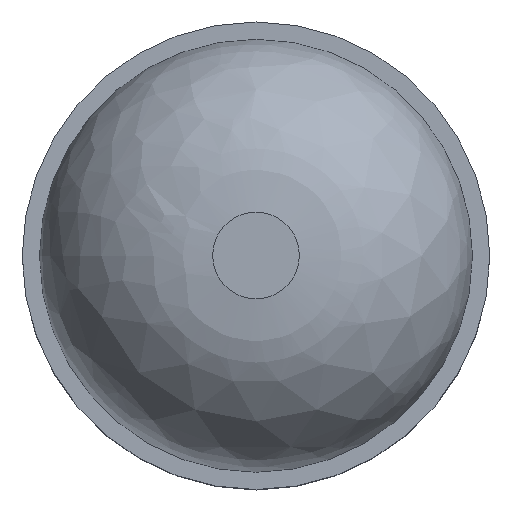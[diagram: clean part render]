
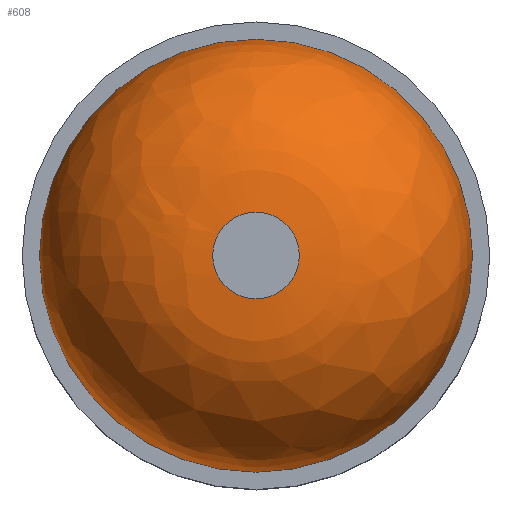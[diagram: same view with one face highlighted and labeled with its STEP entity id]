
A CAD part, top view. The second image highlights one B-rep face of the part: STEP entity #608.
In plain terms, the highlighted free-form (B-spline) face has degree [2, 2] with [3, 9] control points.
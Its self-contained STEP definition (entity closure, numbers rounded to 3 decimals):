
#44=(
BOUNDED_SURFACE()
B_SPLINE_SURFACE(2,2,((#2820,#2821,#2822,#2823,#2824,#2825,#2826,#2827,
#2828),(#2829,#2830,#2831,#2832,#2833,#2834,#2835,#2836,#2837),(#2838,#2839,
#2840,#2841,#2842,#2843,#2844,#2845,#2846)),.UNSPECIFIED.,.F.,.T.,.F.)
B_SPLINE_SURFACE_WITH_KNOTS((3,3),(3,2,2,2,3),(0.,1.571),(-3.142,
-1.571,0.,1.571,3.142),.UNSPECIFIED.)
GEOMETRIC_REPRESENTATION_ITEM()
RATIONAL_B_SPLINE_SURFACE(((1.,0.707,1.,0.707,1.,
0.707,1.,0.707,1.),(0.707,0.5,0.707,
0.5,0.707,0.5,0.707,0.5,0.707),(1.,
0.707,1.,0.707,1.,0.707,1.,0.707,
1.)))
REPRESENTATION_ITEM('')
SURFACE()
);
#86=FACE_OUTER_BOUND('',#133,.T.);
#133=EDGE_LOOP('',(#544,#545,#546,#547));
#174=CIRCLE('',#692,5.);
#175=CIRCLE('',#693,20.);
#176=CIRCLE('',#694,25.);
#294=VERTEX_POINT('',#2847);
#295=VERTEX_POINT('',#2849);
#378=EDGE_CURVE('',#294,#294,#174,.T.);
#379=EDGE_CURVE('',#294,#295,#175,.T.);
#380=EDGE_CURVE('',#295,#295,#176,.T.);
#544=ORIENTED_EDGE('',*,*,#378,.T.);
#545=ORIENTED_EDGE('',*,*,#379,.T.);
#546=ORIENTED_EDGE('',*,*,#380,.F.);
#547=ORIENTED_EDGE('',*,*,#379,.F.);
#608=ADVANCED_FACE('',(#86),#44,.F.);
#692=AXIS2_PLACEMENT_3D('',#2848,#847,#848);
#693=AXIS2_PLACEMENT_3D('',#2850,#849,#850);
#694=AXIS2_PLACEMENT_3D('',#2851,#851,#852);
#847=DIRECTION('center_axis',(0.,0.,-1.));
#848=DIRECTION('ref_axis',(-1.,0.,0.));
#849=DIRECTION('center_axis',(0.,-1.,0.));
#850=DIRECTION('ref_axis',(-1.,0.,0.));
#851=DIRECTION('center_axis',(0.,0.,-1.));
#852=DIRECTION('ref_axis',(1.,0.,0.));
#2820=CARTESIAN_POINT('Ctrl Pts',(-25.,0.,49.));
#2821=CARTESIAN_POINT('Ctrl Pts',(-25.,-25.,49.));
#2822=CARTESIAN_POINT('Ctrl Pts',(0.,-25.,49.));
#2823=CARTESIAN_POINT('Ctrl Pts',(25.,-25.,49.));
#2824=CARTESIAN_POINT('Ctrl Pts',(25.,0.,49.));
#2825=CARTESIAN_POINT('Ctrl Pts',(25.,25.,49.));
#2826=CARTESIAN_POINT('Ctrl Pts',(0.,25.,49.));
#2827=CARTESIAN_POINT('Ctrl Pts',(-25.,25.,49.));
#2828=CARTESIAN_POINT('Ctrl Pts',(-25.,0.,49.));
#2829=CARTESIAN_POINT('Ctrl Pts',(-25.,0.,69.));
#2830=CARTESIAN_POINT('Ctrl Pts',(-25.,-25.,69.));
#2831=CARTESIAN_POINT('Ctrl Pts',(0.,-25.,69.));
#2832=CARTESIAN_POINT('Ctrl Pts',(25.,-25.,69.));
#2833=CARTESIAN_POINT('Ctrl Pts',(25.,0.,69.));
#2834=CARTESIAN_POINT('Ctrl Pts',(25.,25.,69.));
#2835=CARTESIAN_POINT('Ctrl Pts',(0.,25.,69.));
#2836=CARTESIAN_POINT('Ctrl Pts',(-25.,25.,69.));
#2837=CARTESIAN_POINT('Ctrl Pts',(-25.,0.,69.));
#2838=CARTESIAN_POINT('Ctrl Pts',(-5.,0.,69.));
#2839=CARTESIAN_POINT('Ctrl Pts',(-5.,-5.,69.));
#2840=CARTESIAN_POINT('Ctrl Pts',(0.,-5.,69.));
#2841=CARTESIAN_POINT('Ctrl Pts',(5.,-5.,69.));
#2842=CARTESIAN_POINT('Ctrl Pts',(5.,0.,69.));
#2843=CARTESIAN_POINT('Ctrl Pts',(5.,5.,69.));
#2844=CARTESIAN_POINT('Ctrl Pts',(0.,5.,69.));
#2845=CARTESIAN_POINT('Ctrl Pts',(-5.,5.,69.));
#2846=CARTESIAN_POINT('Ctrl Pts',(-5.,0.,69.));
#2847=CARTESIAN_POINT('',(-5.,0.,69.));
#2848=CARTESIAN_POINT('Origin',(0.,0.,69.));
#2849=CARTESIAN_POINT('',(-25.,0.,49.));
#2850=CARTESIAN_POINT('Origin',(-5.,0.,49.));
#2851=CARTESIAN_POINT('Origin',(0.,0.,49.));
